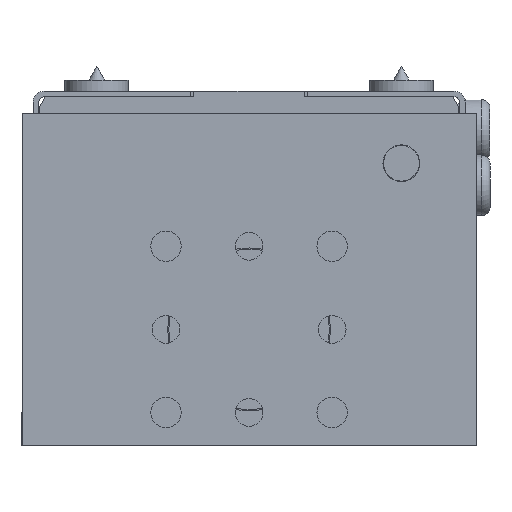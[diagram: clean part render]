
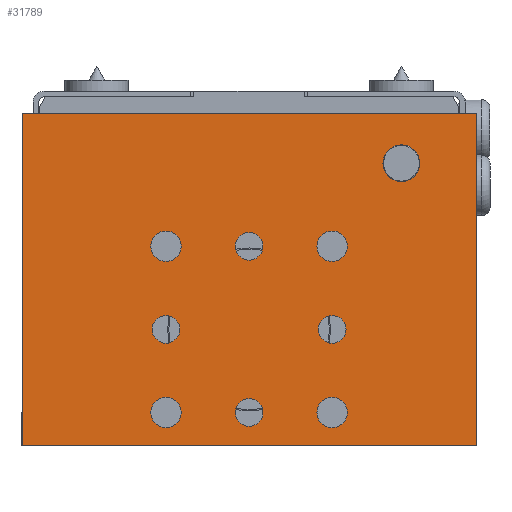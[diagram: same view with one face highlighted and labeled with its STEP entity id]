
A CAD part, left-side view. The second image highlights one B-rep face of the part: STEP entity #31789.
In plain terms, the highlighted face is planar.
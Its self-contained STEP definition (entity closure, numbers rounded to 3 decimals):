
#31651=CARTESIAN_POINT('',(202.,0.,29.));
#31652=DIRECTION('',(1.0,0.0,0.0));
#31653=DIRECTION('',(0.0,1.0,0.0));
#31654=AXIS2_PLACEMENT_3D('',#31651,#31652,#31653);
#31655=PLANE('',#31654);
#31656=CARTESIAN_POINT('',(202.,-41.,-1.));
#31657=VERTEX_POINT('',#31656);
#31658=CARTESIAN_POINT('',(202.,-41.,59.));
#31659=VERTEX_POINT('',#31658);
#31660=CARTESIAN_POINT('',(202.,-41.,-1.));
#31661=DIRECTION('',(0.0,0.0,1.0));
#31662=VECTOR('',#31661,60.);
#31663=LINE('',#31660,#31662);
#31664=EDGE_CURVE('',#31657,#31659,#31663,.T.);
#31665=ORIENTED_EDGE('',*,*,#31664,.F.);
#31666=CARTESIAN_POINT('',(202.,41.,-1.));
#31667=VERTEX_POINT('',#31666);
#31668=CARTESIAN_POINT('',(202.,41.,-1.));
#31669=DIRECTION('',(0.0,-1.0,0.0));
#31670=VECTOR('',#31669,82.);
#31671=LINE('',#31668,#31670);
#31672=EDGE_CURVE('',#31667,#31657,#31671,.T.);
#31673=ORIENTED_EDGE('',*,*,#31672,.F.);
#31674=CARTESIAN_POINT('',(202.,41.,59.));
#31675=VERTEX_POINT('',#31674);
#31676=CARTESIAN_POINT('',(202.,41.,59.));
#31677=DIRECTION('',(0.0,0.0,-1.0));
#31678=VECTOR('',#31677,60.0);
#31679=LINE('',#31676,#31678);
#31680=EDGE_CURVE('',#31675,#31667,#31679,.T.);
#31681=ORIENTED_EDGE('',*,*,#31680,.F.);
#31682=CARTESIAN_POINT('',(202.,-41.,59.));
#31683=DIRECTION('',(0.0,1.0,0.0));
#31684=VECTOR('',#31683,82.);
#31685=LINE('',#31682,#31684);
#31686=EDGE_CURVE('',#31659,#31675,#31685,.T.);
#31687=ORIENTED_EDGE('',*,*,#31686,.F.);
#31688=EDGE_LOOP('',(#31665,#31673,#31681,#31687));
#31689=FACE_OUTER_BOUND('',#31688,.T.);
#31690=CARTESIAN_POINT('',(202.,30.824,50.));
#31691=VERTEX_POINT('',#31690);
#31692=CARTESIAN_POINT('',(202.,27.5,50.));
#31693=DIRECTION('',(-1.0,0.0,0.0));
#31694=DIRECTION('',(0.0,-1.0,0.0));
#31695=AXIS2_PLACEMENT_3D('',#31692,#31693,#31694);
#31696=CIRCLE('',#31695,3.324);
#31697=EDGE_CURVE('',#31691,#31691,#31696,.T.);
#31698=ORIENTED_EDGE('',*,*,#31697,.T.);
#31699=EDGE_LOOP('',(#31698));
#31700=FACE_BOUND('',#31699,.T.);
#31701=CARTESIAN_POINT('',(202.,2.5,5.));
#31702=VERTEX_POINT('',#31701);
#31703=CARTESIAN_POINT('',(202.,0.,5.));
#31704=DIRECTION('',(-1.0,0.0,0.0));
#31705=DIRECTION('',(0.0,1.0,0.0));
#31706=AXIS2_PLACEMENT_3D('',#31703,#31704,#31705);
#31707=CIRCLE('',#31706,2.5);
#31708=EDGE_CURVE('',#31702,#31702,#31707,.T.);
#31709=ORIENTED_EDGE('',*,*,#31708,.T.);
#31710=EDGE_LOOP('',(#31709));
#31711=FACE_BOUND('',#31710,.T.);
#31712=CARTESIAN_POINT('',(202.,2.5,35.));
#31713=VERTEX_POINT('',#31712);
#31714=CARTESIAN_POINT('',(202.,0.,35.));
#31715=DIRECTION('',(-1.0,0.0,0.0));
#31716=DIRECTION('',(0.0,1.0,0.0));
#31717=AXIS2_PLACEMENT_3D('',#31714,#31715,#31716);
#31718=CIRCLE('',#31717,2.5);
#31719=EDGE_CURVE('',#31713,#31713,#31718,.T.);
#31720=ORIENTED_EDGE('',*,*,#31719,.T.);
#31721=EDGE_LOOP('',(#31720));
#31722=FACE_BOUND('',#31721,.T.);
#31723=CARTESIAN_POINT('',(202.,-12.5,20.));
#31724=VERTEX_POINT('',#31723);
#31725=CARTESIAN_POINT('',(202.,-15.,20.));
#31726=DIRECTION('',(-1.0,0.0,0.0));
#31727=DIRECTION('',(0.0,1.0,0.0));
#31728=AXIS2_PLACEMENT_3D('',#31725,#31726,#31727);
#31729=CIRCLE('',#31728,2.5);
#31730=EDGE_CURVE('',#31724,#31724,#31729,.T.);
#31731=ORIENTED_EDGE('',*,*,#31730,.T.);
#31732=EDGE_LOOP('',(#31731));
#31733=FACE_BOUND('',#31732,.T.);
#31734=CARTESIAN_POINT('',(202.,17.5,20.));
#31735=VERTEX_POINT('',#31734);
#31736=CARTESIAN_POINT('',(202.,15.,20.));
#31737=DIRECTION('',(-1.0,0.0,0.0));
#31738=DIRECTION('',(0.0,1.0,0.0));
#31739=AXIS2_PLACEMENT_3D('',#31736,#31737,#31738);
#31740=CIRCLE('',#31739,2.5);
#31741=EDGE_CURVE('',#31735,#31735,#31740,.T.);
#31742=ORIENTED_EDGE('',*,*,#31741,.T.);
#31743=EDGE_LOOP('',(#31742));
#31744=FACE_BOUND('',#31743,.T.);
#31745=CARTESIAN_POINT('',(202.,17.75,35.));
#31746=VERTEX_POINT('',#31745);
#31747=CARTESIAN_POINT('',(202.,15.,35.));
#31748=DIRECTION('',(-1.0,0.0,0.0));
#31749=DIRECTION('',(0.0,-1.0,0.0));
#31750=AXIS2_PLACEMENT_3D('',#31747,#31748,#31749);
#31751=CIRCLE('',#31750,2.75);
#31752=EDGE_CURVE('',#31746,#31746,#31751,.T.);
#31753=ORIENTED_EDGE('',*,*,#31752,.T.);
#31754=EDGE_LOOP('',(#31753));
#31755=FACE_BOUND('',#31754,.T.);
#31756=CARTESIAN_POINT('',(202.,-12.25,5.));
#31757=VERTEX_POINT('',#31756);
#31758=CARTESIAN_POINT('',(202.,-15.,5.));
#31759=DIRECTION('',(-1.0,0.0,0.0));
#31760=DIRECTION('',(0.0,-1.0,0.0));
#31761=AXIS2_PLACEMENT_3D('',#31758,#31759,#31760);
#31762=CIRCLE('',#31761,2.75);
#31763=EDGE_CURVE('',#31757,#31757,#31762,.T.);
#31764=ORIENTED_EDGE('',*,*,#31763,.T.);
#31765=EDGE_LOOP('',(#31764));
#31766=FACE_BOUND('',#31765,.T.);
#31767=CARTESIAN_POINT('',(202.,-12.25,35.));
#31768=VERTEX_POINT('',#31767);
#31769=CARTESIAN_POINT('',(202.,-15.,35.));
#31770=DIRECTION('',(-1.0,0.0,0.0));
#31771=DIRECTION('',(0.0,-1.0,0.0));
#31772=AXIS2_PLACEMENT_3D('',#31769,#31770,#31771);
#31773=CIRCLE('',#31772,2.75);
#31774=EDGE_CURVE('',#31768,#31768,#31773,.T.);
#31775=ORIENTED_EDGE('',*,*,#31774,.T.);
#31776=EDGE_LOOP('',(#31775));
#31777=FACE_BOUND('',#31776,.T.);
#31778=CARTESIAN_POINT('',(202.,17.75,5.));
#31779=VERTEX_POINT('',#31778);
#31780=CARTESIAN_POINT('',(202.,15.,5.));
#31781=DIRECTION('',(-1.0,0.0,0.0));
#31782=DIRECTION('',(0.0,-1.0,0.0));
#31783=AXIS2_PLACEMENT_3D('',#31780,#31781,#31782);
#31784=CIRCLE('',#31783,2.75);
#31785=EDGE_CURVE('',#31779,#31779,#31784,.T.);
#31786=ORIENTED_EDGE('',*,*,#31785,.T.);
#31787=EDGE_LOOP('',(#31786));
#31788=FACE_BOUND('',#31787,.T.);
#31789=ADVANCED_FACE('',(#31689,#31700,#31711,#31722,#31733,#31744,#31755,#31766,#31777,#31788),#31655,.T.);
